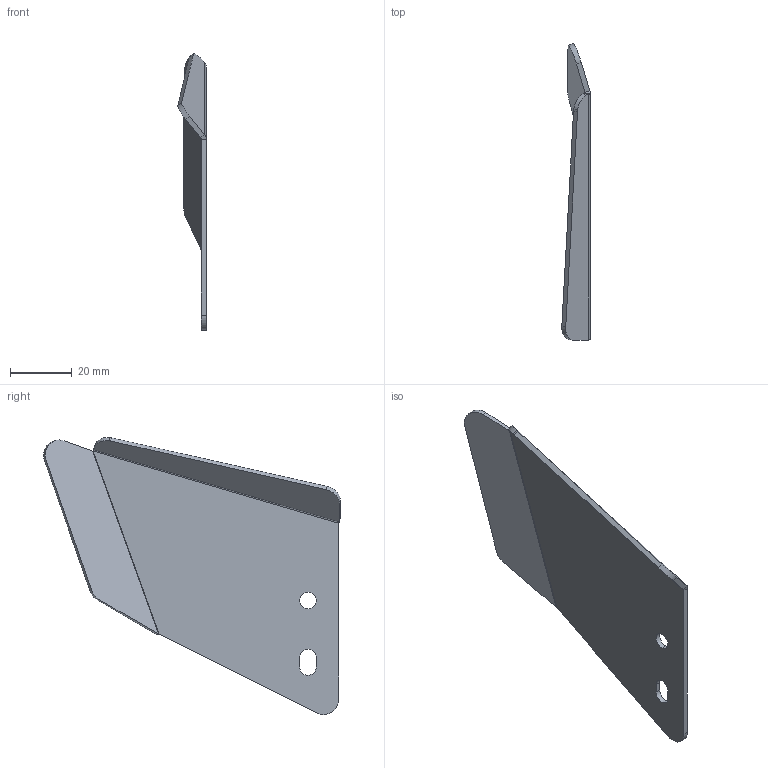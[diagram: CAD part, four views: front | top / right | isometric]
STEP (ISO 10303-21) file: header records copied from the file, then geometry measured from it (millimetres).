
FILE_DESCRIPTION (( 'STEP AP214' ), '1' );
FILE_NAME ('41 - S2R foot shield.STEP', '2016-11-26T23:41:51', ( '' ), ( '' ), 'SwSTEP 2.0', 'SolidWorks 2014', '' );
FILE_SCHEMA (( 'AUTOMOTIVE_DESIGN' ));
Length unit declared in the file: millimetre
Products named in the file (1): 41 - S2R foot shield
Bounding box: 9.2 x 95.99 x 89.65 mm (x, y, z)
Volume: 9376.5 mm3; surface area: 11943.3 mm2
Topology: 1 solids, 1 shells, 35 faces, 83 edges, 50 vertices
Faces by surface type: plane 17, cylinder 15, bspline 3
Entity records: 1067 total; most frequent: CARTESIAN_POINT 222, DIRECTION 167, ORIENTED_EDGE 166, EDGE_CURVE 83, AXIS2_PLACEMENT_3D 57, VECTOR 53, LINE 53, VERTEX_POINT 50
